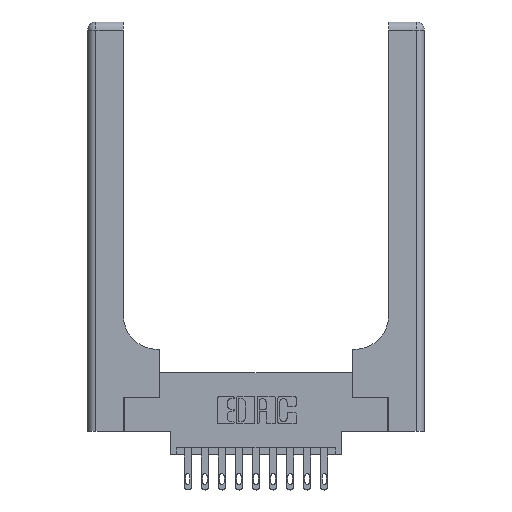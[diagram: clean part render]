
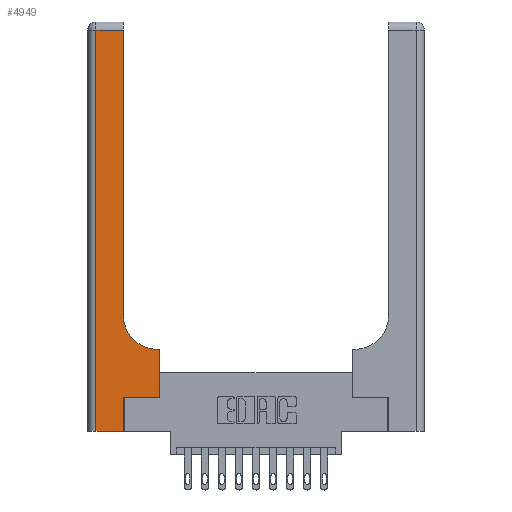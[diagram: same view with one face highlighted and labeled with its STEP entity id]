
A CAD part, top view. The second image highlights one B-rep face of the part: STEP entity #4949.
In plain terms, the highlighted planar face has unit normal (0, 0, 1).
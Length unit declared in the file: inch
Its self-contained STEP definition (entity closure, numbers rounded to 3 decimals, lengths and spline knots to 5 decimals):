
#19 = FACE_OUTER_BOUND ( 'NONE', #6185, .T. ) ;
#68 = VERTEX_POINT ( 'NONE', #14099 ) ;
#207 = DIRECTION ( 'NONE',  ( 0., 1., 0. ) ) ;
#490 = EDGE_CURVE ( 'NONE', #8759, #15012, #13886, .T. ) ;
#1274 = VECTOR ( 'NONE', #12729, 39.37008 ) ;
#1621 = ORIENTED_EDGE ( 'NONE', *, *, #9948, .T. ) ;
#2135 = ORIENTED_EDGE ( 'NONE', *, *, #10171, .T. ) ;
#2143 = DIRECTION ( 'NONE',  ( 0., 0., -1. ) ) ;
#2406 = DIRECTION ( 'NONE',  ( 0., 0., -1. ) ) ;
#2493 = CARTESIAN_POINT ( 'NONE',  ( 0.51, 0.85, 0.37 ) ) ;
#3023 = VECTOR ( 'NONE', #14742, 39.37008 ) ;
#3240 = DIRECTION ( 'NONE',  ( 0., -1., 0. ) ) ;
#3869 = CARTESIAN_POINT ( 'NONE',  ( 0.265, 0.25, 0.37 ) ) ;
#4095 = CARTESIAN_POINT ( 'NONE',  ( 0., 2.94, 0.37 ) ) ;
#4611 = EDGE_CURVE ( 'NONE', #6548, #11888, #5103, .T. ) ;
#4779 = ORIENTED_EDGE ( 'NONE', *, *, #5666, .T. ) ;
#4949 = ADVANCED_FACE ( 'NONE', ( #19 ), #9897, .F. ) ;
#5103 = LINE ( 'NONE', #8931, #1274 ) ;
#5311 = VECTOR ( 'NONE', #9547, 39.37008 ) ;
#5450 = DIRECTION ( 'NONE',  ( -1., 0., 0. ) ) ;
#5529 = CARTESIAN_POINT ( 'NONE',  ( 0.26, 3., 0.37 ) ) ;
#5537 = ORIENTED_EDGE ( 'NONE', *, *, #10078, .T. ) ;
#5666 = EDGE_CURVE ( 'NONE', #68, #10991, #11498, .T. ) ;
#6185 = EDGE_LOOP ( 'NONE', ( #14204, #14902, #12817, #1621, #2135, #7544, #9322, #5537, #4779 ) ) ;
#6379 = LINE ( 'NONE', #9788, #3023 ) ;
#6507 = CARTESIAN_POINT ( 'NONE',  ( 0.06, 2.94, 0.37 ) ) ;
#6548 = VERTEX_POINT ( 'NONE', #11687 ) ;
#7043 = LINE ( 'NONE', #15770, #5311 ) ;
#7094 = DIRECTION ( 'NONE',  ( -1., 0., 0. ) ) ;
#7266 = CARTESIAN_POINT ( 'NONE',  ( 0.528, 0.6, 0.37 ) ) ;
#7320 = LINE ( 'NONE', #14777, #9265 ) ;
#7544 = ORIENTED_EDGE ( 'NONE', *, *, #12849, .T. ) ;
#7772 = EDGE_CURVE ( 'NONE', #15012, #11435, #9087, .T. ) ;
#8055 = LINE ( 'NONE', #5529, #15973 ) ;
#8759 = VERTEX_POINT ( 'NONE', #13579 ) ;
#8931 = CARTESIAN_POINT ( 'NONE',  ( 0.528, 0.25, 0.37 ) ) ;
#9087 = LINE ( 'NONE', #14033, #11132 ) ;
#9209 = CARTESIAN_POINT ( 'NONE',  ( 0.265, 0., 0.37 ) ) ;
#9265 = VECTOR ( 'NONE', #13552, 39.37008 ) ;
#9322 = ORIENTED_EDGE ( 'NONE', *, *, #4611, .T. ) ;
#9547 = DIRECTION ( 'NONE',  ( -1., 0., 0. ) ) ;
#9788 = CARTESIAN_POINT ( 'NONE',  ( 0., 0., 0.37 ) ) ;
#9897 = PLANE ( 'NONE',  #12652 ) ;
#9905 = LINE ( 'NONE', #14616, #12298 ) ;
#9948 = EDGE_CURVE ( 'NONE', #11435, #12542, #6379, .T. ) ;
#10078 = EDGE_CURVE ( 'NONE', #11888, #68, #7043, .T. ) ;
#10171 = EDGE_CURVE ( 'NONE', #12542, #12456, #9905, .T. ) ;
#10991 = VERTEX_POINT ( 'NONE', #14025 ) ;
#11132 = VECTOR ( 'NONE', #3240, 39.37008 ) ;
#11432 = DIRECTION ( 'NONE',  ( 0., 1., 0. ) ) ;
#11435 = VERTEX_POINT ( 'NONE', #13632 ) ;
#11498 = CIRCLE ( 'NONE', #13864, 0.25 ) ;
#11687 = CARTESIAN_POINT ( 'NONE',  ( 0.528, 0.25, 0.37 ) ) ;
#11888 = VERTEX_POINT ( 'NONE', #7266 ) ;
#12298 = VECTOR ( 'NONE', #207, 39.37008 ) ;
#12344 = DIRECTION ( 'NONE',  ( 1., 0., 0. ) ) ;
#12456 = VERTEX_POINT ( 'NONE', #3869 ) ;
#12542 = VERTEX_POINT ( 'NONE', #9209 ) ;
#12652 = AXIS2_PLACEMENT_3D ( 'NONE', #14845, #2143, #7094 ) ;
#12729 = DIRECTION ( 'NONE',  ( 0., 1., 0. ) ) ;
#12817 = ORIENTED_EDGE ( 'NONE', *, *, #7772, .T. ) ;
#12849 = EDGE_CURVE ( 'NONE', #12456, #6548, #7320, .T. ) ;
#13552 = DIRECTION ( 'NONE',  ( 1., 0., 0. ) ) ;
#13579 = CARTESIAN_POINT ( 'NONE',  ( 0.26, 2.94, 0.37 ) ) ;
#13632 = CARTESIAN_POINT ( 'NONE',  ( 0.06, 0., 0.37 ) ) ;
#13864 = AXIS2_PLACEMENT_3D ( 'NONE', #2493, #2406, #12344 ) ;
#13886 = LINE ( 'NONE', #4095, #14137 ) ;
#14025 = CARTESIAN_POINT ( 'NONE',  ( 0.26, 0.85, 0.37 ) ) ;
#14033 = CARTESIAN_POINT ( 'NONE',  ( 0.06, 3., 0.37 ) ) ;
#14099 = CARTESIAN_POINT ( 'NONE',  ( 0.51, 0.6, 0.37 ) ) ;
#14137 = VECTOR ( 'NONE', #5450, 39.37008 ) ;
#14204 = ORIENTED_EDGE ( 'NONE', *, *, #14745, .T. ) ;
#14616 = CARTESIAN_POINT ( 'NONE',  ( 0.265, 0., 0.37 ) ) ;
#14742 = DIRECTION ( 'NONE',  ( 1., 0., 0. ) ) ;
#14745 = EDGE_CURVE ( 'NONE', #10991, #8759, #8055, .T. ) ;
#14777 = CARTESIAN_POINT ( 'NONE',  ( 0.265, 0.25, 0.37 ) ) ;
#14845 = CARTESIAN_POINT ( 'NONE',  ( 0., 3., 0.37 ) ) ;
#14902 = ORIENTED_EDGE ( 'NONE', *, *, #490, .T. ) ;
#15012 = VERTEX_POINT ( 'NONE', #6507 ) ;
#15770 = CARTESIAN_POINT ( 'NONE',  ( 0.26, 0.6, 0.37 ) ) ;
#15973 = VECTOR ( 'NONE', #11432, 39.37008 ) ;
